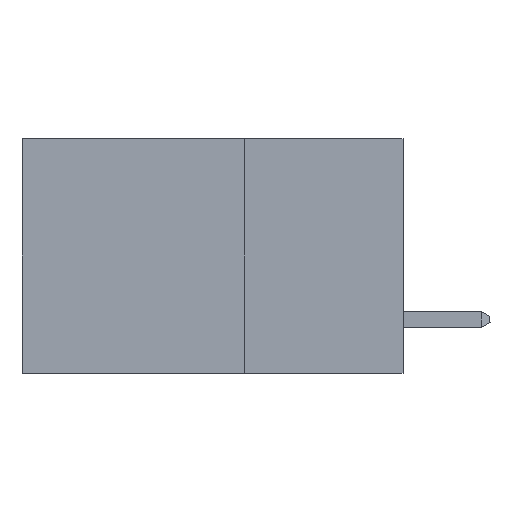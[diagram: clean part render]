
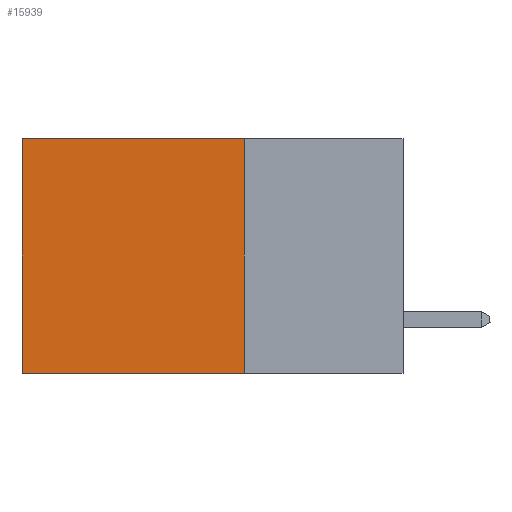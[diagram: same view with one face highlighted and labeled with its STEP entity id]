
A CAD part, left-side view. The second image highlights one B-rep face of the part: STEP entity #15939.
In plain terms, the highlighted planar face has unit normal (-1, 0, 0).
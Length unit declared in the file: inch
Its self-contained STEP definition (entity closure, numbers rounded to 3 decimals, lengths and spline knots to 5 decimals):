
#101 = LINE ( 'NONE', #1145, #17134 ) ;
#1088 = ORIENTED_EDGE ( 'NONE', *, *, #10797, .F. ) ;
#1145 = CARTESIAN_POINT ( 'NONE',  ( 0.2875, 0.25, -0.37 ) ) ;
#1714 = DIRECTION ( 'NONE',  ( 0., 1., 0. ) ) ;
#3379 = CARTESIAN_POINT ( 'NONE',  ( 0.2875, 0.25, 0. ) ) ;
#3740 = DIRECTION ( 'NONE',  ( 0., 0., -1. ) ) ;
#4323 = VERTEX_POINT ( 'NONE', #16038 ) ;
#4369 = VERTEX_POINT ( 'NONE', #7584 ) ;
#5403 = LINE ( 'NONE', #13928, #28448 ) ;
#5528 = DIRECTION ( 'NONE',  ( 1., 0., 0. ) ) ;
#5865 = EDGE_CURVE ( 'NONE', #4323, #20882, #11051, .T. ) ;
#5903 = DIRECTION ( 'NONE',  ( 0., 0., -1. ) ) ;
#5953 = EDGE_CURVE ( 'NONE', #4323, #4369, #15766, .T. ) ;
#6114 = AXIS2_PLACEMENT_3D ( 'NONE', #16719, #5528, #24505 ) ;
#6115 = ORIENTED_EDGE ( 'NONE', *, *, #32267, .T. ) ;
#7584 = CARTESIAN_POINT ( 'NONE',  ( 0.2875, 0.25, -0.37 ) ) ;
#7838 = EDGE_LOOP ( 'NONE', ( #6115, #1088, #13746, #11812 ) ) ;
#8653 = FACE_OUTER_BOUND ( 'NONE', #7838, .T. ) ;
#9455 = CARTESIAN_POINT ( 'NONE',  ( 0.2875, 0.6, 0. ) ) ;
#10624 = VECTOR ( 'NONE', #34469, 39.37008 ) ;
#10797 = EDGE_CURVE ( 'NONE', #4369, #31788, #101, .T. ) ;
#11051 = LINE ( 'NONE', #26337, #10624 ) ;
#11812 = ORIENTED_EDGE ( 'NONE', *, *, #5865, .T. ) ;
#13746 = ORIENTED_EDGE ( 'NONE', *, *, #5953, .F. ) ;
#13928 = CARTESIAN_POINT ( 'NONE',  ( 0.2875, 0.6, 0. ) ) ;
#15766 = LINE ( 'NONE', #3379, #30234 ) ;
#15939 = ADVANCED_FACE ( 'NONE', ( #8653 ), #24279, .F. ) ;
#16038 = CARTESIAN_POINT ( 'NONE',  ( 0.2875, 0.25, 0. ) ) ;
#16719 = CARTESIAN_POINT ( 'NONE',  ( 0.2875, 0.25, 0. ) ) ;
#17134 = VECTOR ( 'NONE', #1714, 39.37008 ) ;
#20882 = VERTEX_POINT ( 'NONE', #9455 ) ;
#24279 = PLANE ( 'NONE',  #6114 ) ;
#24505 = DIRECTION ( 'NONE',  ( 0., 0., -1. ) ) ;
#26337 = CARTESIAN_POINT ( 'NONE',  ( 0.2875, 0.25, 0. ) ) ;
#28448 = VECTOR ( 'NONE', #5903, 39.37008 ) ;
#30234 = VECTOR ( 'NONE', #3740, 39.37008 ) ;
#31788 = VERTEX_POINT ( 'NONE', #34358 ) ;
#32267 = EDGE_CURVE ( 'NONE', #20882, #31788, #5403, .T. ) ;
#34358 = CARTESIAN_POINT ( 'NONE',  ( 0.2875, 0.6, -0.37 ) ) ;
#34469 = DIRECTION ( 'NONE',  ( 0., 1., 0. ) ) ;
